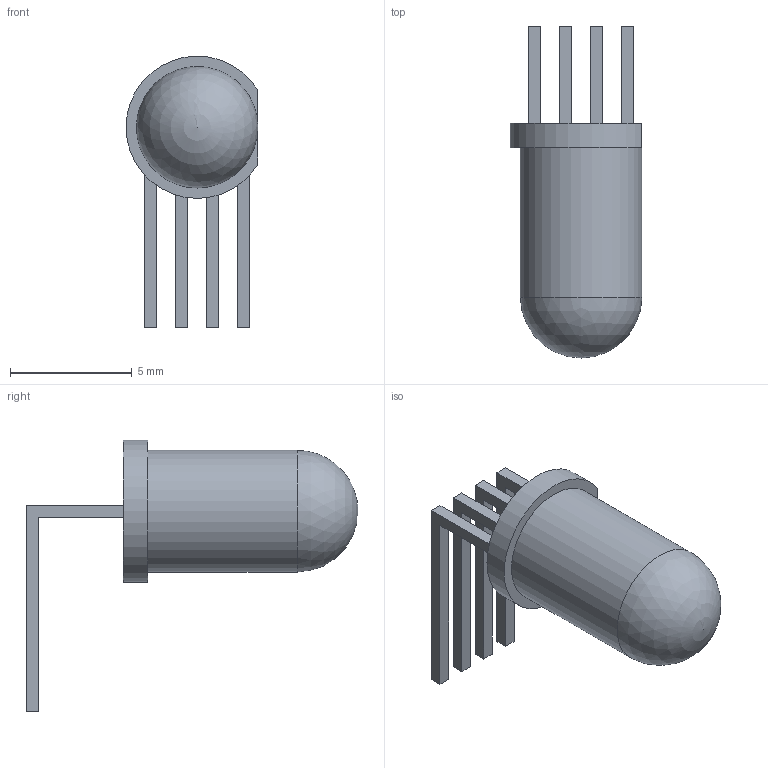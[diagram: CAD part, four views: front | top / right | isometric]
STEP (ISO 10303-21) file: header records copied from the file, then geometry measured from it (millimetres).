
FILE_DESCRIPTION( ( '' ), ' ' );
FILE_NAME( '5dc1ff218d267516d4a48e3f.step', '2019-11-05T23:00:50', ( '' ), ( '' ), ' ', ' ', ' ' );
FILE_SCHEMA( ( 'AUTOMOTIVE_DESIGN { 1 0 10303 214 1 1 1 1 }' ) );
Length unit declared in the file: metre
Products named in the file (1): RightAngled
Bounding box: 5.42 x 13.65 x 11.17 mm (x, y, z)
Volume: 191.5 mm3; surface area: 282.5 mm2
Topology: 1 solids, 1 shells, 34 faces, 86 edges, 57 vertices
Faces by surface type: plane 31, cylinder 2, sphere 1
Full cylindrical faces by diameter (mm): 5 x1
Entity records: 1261 total; most frequent: CARTESIAN_POINT 171, ORIENTED_EDGE 162, DIRECTION 155, EDGE_CURVE 81, LINE 77, VECTOR 77, VERTEX_POINT 55, AXIS2_PLACEMENT_3D 39
